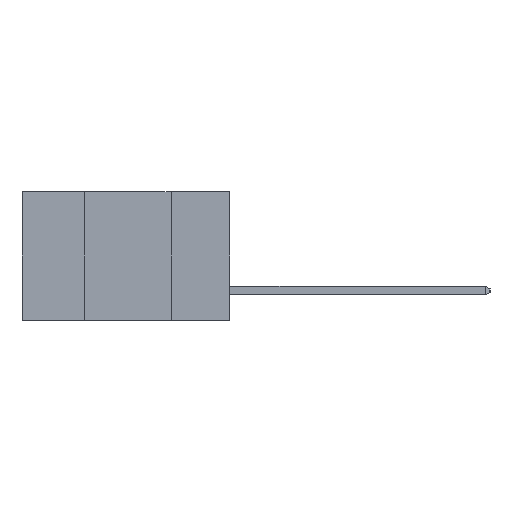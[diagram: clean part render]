
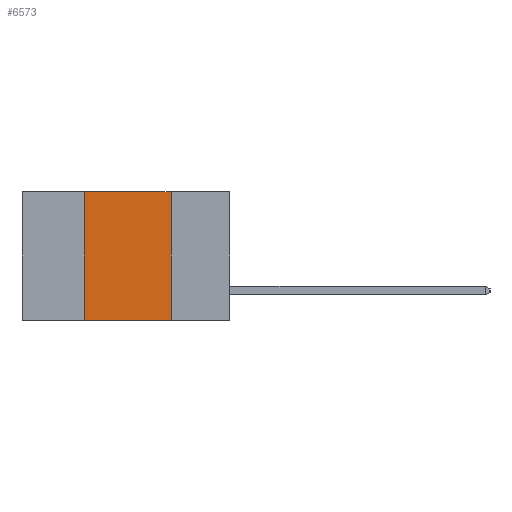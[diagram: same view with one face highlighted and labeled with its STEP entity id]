
A CAD part, left-side view. The second image highlights one B-rep face of the part: STEP entity #6573.
In plain terms, the highlighted planar face has unit normal (-1, 0, 0).
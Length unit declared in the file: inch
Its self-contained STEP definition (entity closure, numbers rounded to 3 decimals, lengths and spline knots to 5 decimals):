
#124 = CARTESIAN_POINT ( 'NONE',  ( 0., 0.42, 0. ) ) ;
#252 = CARTESIAN_POINT ( 'NONE',  ( 0., 0.42, -0.37 ) ) ;
#795 = PLANE ( 'NONE',  #17604 ) ;
#1773 = LINE ( 'NONE', #7232, #5380 ) ;
#2167 = DIRECTION ( 'NONE',  ( 1., 0., 0. ) ) ;
#2525 = ORIENTED_EDGE ( 'NONE', *, *, #4164, .F. ) ;
#3259 = VECTOR ( 'NONE', #13098, 39.37008 ) ;
#4049 = EDGE_CURVE ( 'NONE', #14047, #4237, #1773, .T. ) ;
#4164 = EDGE_CURVE ( 'NONE', #14047, #16975, #7746, .T. ) ;
#4237 = VERTEX_POINT ( 'NONE', #6751 ) ;
#5380 = VECTOR ( 'NONE', #7407, 39.37008 ) ;
#5613 = CARTESIAN_POINT ( 'NONE',  ( 0., 0.42, 0. ) ) ;
#6573 = ADVANCED_FACE ( 'NONE', ( #10434 ), #795, .F. ) ;
#6751 = CARTESIAN_POINT ( 'NONE',  ( 0., 0.17, -0.37 ) ) ;
#7232 = CARTESIAN_POINT ( 'NONE',  ( 0., 0.6, -0.37 ) ) ;
#7407 = DIRECTION ( 'NONE',  ( 0., -1., 0. ) ) ;
#7520 = LINE ( 'NONE', #14810, #16648 ) ;
#7746 = LINE ( 'NONE', #124, #10503 ) ;
#8084 = DIRECTION ( 'NONE',  ( 0., -1., 0. ) ) ;
#9257 = CARTESIAN_POINT ( 'NONE',  ( 0., 0.17, 0. ) ) ;
#9361 = ORIENTED_EDGE ( 'NONE', *, *, #11910, .F. ) ;
#10337 = CARTESIAN_POINT ( 'NONE',  ( 0., 0.6, 0. ) ) ;
#10434 = FACE_OUTER_BOUND ( 'NONE', #17189, .T. ) ;
#10503 = VECTOR ( 'NONE', #15030, 39.37008 ) ;
#10535 = LINE ( 'NONE', #15748, #3259 ) ;
#11673 = DIRECTION ( 'NONE',  ( 0., 0., -1. ) ) ;
#11910 = EDGE_CURVE ( 'NONE', #16975, #14419, #7520, .T. ) ;
#12520 = ORIENTED_EDGE ( 'NONE', *, *, #17297, .F. ) ;
#13098 = DIRECTION ( 'NONE',  ( 0., 0., -1. ) ) ;
#14047 = VERTEX_POINT ( 'NONE', #252 ) ;
#14419 = VERTEX_POINT ( 'NONE', #9257 ) ;
#14810 = CARTESIAN_POINT ( 'NONE',  ( 0., 0.6, 0. ) ) ;
#15030 = DIRECTION ( 'NONE',  ( 0., 0., 1. ) ) ;
#15748 = CARTESIAN_POINT ( 'NONE',  ( 0., 0.17, 0. ) ) ;
#16648 = VECTOR ( 'NONE', #8084, 39.37008 ) ;
#16975 = VERTEX_POINT ( 'NONE', #5613 ) ;
#16981 = ORIENTED_EDGE ( 'NONE', *, *, #4049, .T. ) ;
#17189 = EDGE_LOOP ( 'NONE', ( #12520, #9361, #2525, #16981 ) ) ;
#17297 = EDGE_CURVE ( 'NONE', #14419, #4237, #10535, .T. ) ;
#17604 = AXIS2_PLACEMENT_3D ( 'NONE', #10337, #2167, #11673 ) ;
